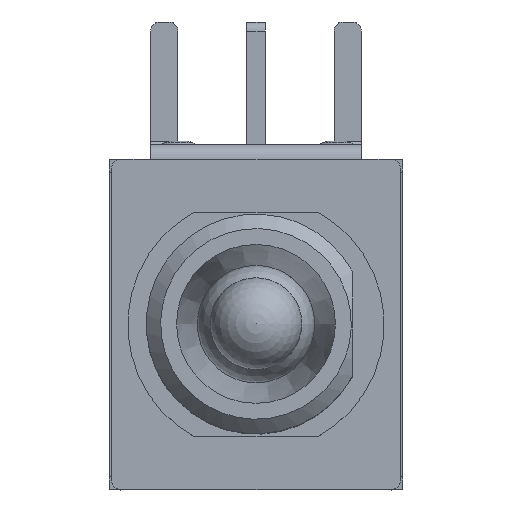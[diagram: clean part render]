
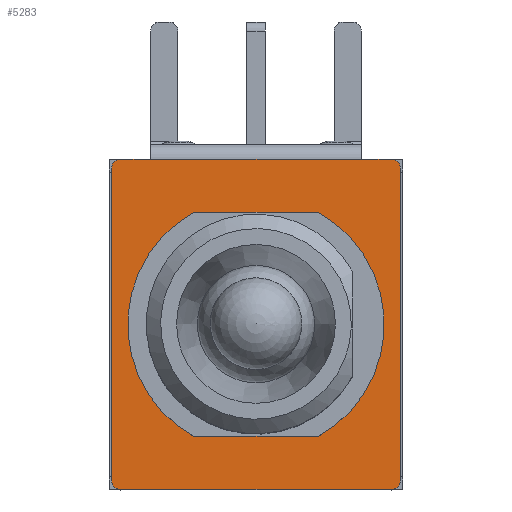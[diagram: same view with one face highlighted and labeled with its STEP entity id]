
A CAD part, top view. The second image highlights one B-rep face of the part: STEP entity #5283.
In plain terms, the highlighted planar face has unit normal (0, 0, 1).
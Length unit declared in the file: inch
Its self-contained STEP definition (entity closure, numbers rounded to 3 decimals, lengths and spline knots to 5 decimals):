
#190=FACE_BOUND('',#494,.T.);
#204=FACE_OUTER_BOUND('',#493,.T.);
#493=EDGE_LOOP('',(#3471,#3472,#3473,#3474,#3475,#3476,#3477,#3478,#3479,
#3480));
#494=EDGE_LOOP('',(#3481,#3482,#3483,#3484));
#794=CIRCLE('',#5600,0.00984);
#795=CIRCLE('',#5601,0.00984);
#796=CIRCLE('',#5602,0.00984);
#797=CIRCLE('',#5603,0.00984);
#798=CIRCLE('',#5604,0.13976);
#799=CIRCLE('',#5605,0.13976);
#963=LINE('',#7527,#1541);
#964=LINE('',#7529,#1542);
#965=LINE('',#7533,#1543);
#966=LINE('',#7537,#1544);
#967=LINE('',#7541,#1545);
#968=LINE('',#7544,#1546);
#969=LINE('',#7549,#1547);
#970=LINE('',#7552,#1548);
#1541=VECTOR('',#6062,0.3937);
#1542=VECTOR('',#6063,0.3937);
#1543=VECTOR('',#6066,0.3937);
#1544=VECTOR('',#6069,0.3937);
#1545=VECTOR('',#6072,0.3937);
#1546=VECTOR('',#6075,0.3937);
#1547=VECTOR('',#6078,0.3937);
#1548=VECTOR('',#6081,0.3937);
#2123=VERTEX_POINT('',#7525);
#2124=VERTEX_POINT('',#7526);
#2125=VERTEX_POINT('',#7528);
#2126=VERTEX_POINT('',#7530);
#2127=VERTEX_POINT('',#7532);
#2128=VERTEX_POINT('',#7534);
#2129=VERTEX_POINT('',#7536);
#2130=VERTEX_POINT('',#7538);
#2131=VERTEX_POINT('',#7540);
#2132=VERTEX_POINT('',#7542);
#2133=VERTEX_POINT('',#7545);
#2134=VERTEX_POINT('',#7546);
#2135=VERTEX_POINT('',#7548);
#2136=VERTEX_POINT('',#7550);
#2655=EDGE_CURVE('',#2123,#2124,#963,.T.);
#2656=EDGE_CURVE('',#2125,#2123,#964,.T.);
#2657=EDGE_CURVE('',#2126,#2125,#794,.T.);
#2658=EDGE_CURVE('',#2127,#2126,#965,.T.);
#2659=EDGE_CURVE('',#2128,#2127,#795,.T.);
#2660=EDGE_CURVE('',#2129,#2128,#966,.T.);
#2661=EDGE_CURVE('',#2130,#2129,#796,.T.);
#2662=EDGE_CURVE('',#2131,#2130,#967,.T.);
#2663=EDGE_CURVE('',#2132,#2131,#797,.T.);
#2664=EDGE_CURVE('',#2124,#2132,#968,.T.);
#2665=EDGE_CURVE('',#2133,#2134,#798,.T.);
#2666=EDGE_CURVE('',#2134,#2135,#969,.T.);
#2667=EDGE_CURVE('',#2135,#2136,#799,.T.);
#2668=EDGE_CURVE('',#2136,#2133,#970,.T.);
#3471=ORIENTED_EDGE('',*,*,#2655,.F.);
#3472=ORIENTED_EDGE('',*,*,#2656,.F.);
#3473=ORIENTED_EDGE('',*,*,#2657,.F.);
#3474=ORIENTED_EDGE('',*,*,#2658,.F.);
#3475=ORIENTED_EDGE('',*,*,#2659,.F.);
#3476=ORIENTED_EDGE('',*,*,#2660,.F.);
#3477=ORIENTED_EDGE('',*,*,#2661,.F.);
#3478=ORIENTED_EDGE('',*,*,#2662,.F.);
#3479=ORIENTED_EDGE('',*,*,#2663,.F.);
#3480=ORIENTED_EDGE('',*,*,#2664,.F.);
#3481=ORIENTED_EDGE('',*,*,#2665,.T.);
#3482=ORIENTED_EDGE('',*,*,#2666,.T.);
#3483=ORIENTED_EDGE('',*,*,#2667,.T.);
#3484=ORIENTED_EDGE('',*,*,#2668,.T.);
#5086=PLANE('',#5599);
#5283=ADVANCED_FACE('',(#204,#190),#5086,.T.);
#5599=AXIS2_PLACEMENT_3D('',#7524,#6060,#6061);
#5600=AXIS2_PLACEMENT_3D('',#7531,#6064,#6065);
#5601=AXIS2_PLACEMENT_3D('',#7535,#6067,#6068);
#5602=AXIS2_PLACEMENT_3D('',#7539,#6070,#6071);
#5603=AXIS2_PLACEMENT_3D('',#7543,#6073,#6074);
#5604=AXIS2_PLACEMENT_3D('',#7547,#6076,#6077);
#5605=AXIS2_PLACEMENT_3D('',#7551,#6079,#6080);
#6060=DIRECTION('center_axis',(0.,0.,
1.));
#6061=DIRECTION('ref_axis',(-1.,0.,0.));
#6062=DIRECTION('',(1.,0.,0.));
#6063=DIRECTION('',(1.,0.,0.));
#6064=DIRECTION('center_axis',(0.,0.,
-1.));
#6065=DIRECTION('ref_axis',(-0.707,0.707,0.));
#6066=DIRECTION('',(0.,1.,0.));
#6067=DIRECTION('center_axis',(0.,0.,
-1.));
#6068=DIRECTION('ref_axis',(-0.707,-0.707,0.));
#6069=DIRECTION('',(-1.,0.,0.));
#6070=DIRECTION('center_axis',(0.,0.,
-1.));
#6071=DIRECTION('ref_axis',(0.707,-0.707,0.));
#6072=DIRECTION('',(0.,-1.,0.));
#6073=DIRECTION('center_axis',(0.,0.,
-1.));
#6074=DIRECTION('ref_axis',(0.707,0.707,0.));
#6075=DIRECTION('',(1.,0.,0.));
#6076=DIRECTION('center_axis',(0.,0.,
-1.));
#6077=DIRECTION('ref_axis',(-0.487,0.873,0.));
#6078=DIRECTION('',(-1.,0.,0.));
#6079=DIRECTION('center_axis',(0.,0.,
-1.));
#6080=DIRECTION('ref_axis',(0.487,-0.873,0.));
#6081=DIRECTION('',(1.,0.,0.));
#7524=CARTESIAN_POINT('Origin',(0.,0.,
0.30472));
#7525=CARTESIAN_POINT('',(-0.11496,0.17992,0.30472));
#7526=CARTESIAN_POINT('',(0.11496,0.17992,0.30472));
#7527=CARTESIAN_POINT('',(0.,0.17992,0.30472));
#7528=CARTESIAN_POINT('',(-0.14764,0.17992,0.30472));
#7529=CARTESIAN_POINT('',(0.15748,0.17992,0.30472));
#7530=CARTESIAN_POINT('',(-0.15748,0.17008,0.30472));
#7531=CARTESIAN_POINT('Origin',(-0.14764,0.17008,0.30472));
#7532=CARTESIAN_POINT('',(-0.15748,-0.17008,0.30472));
#7533=CARTESIAN_POINT('',(-0.15748,0.17992,0.30472));
#7534=CARTESIAN_POINT('',(-0.14764,-0.17992,0.30472));
#7535=CARTESIAN_POINT('Origin',(-0.14764,-0.17008,0.30472));
#7536=CARTESIAN_POINT('',(0.14764,-0.17992,0.30472));
#7537=CARTESIAN_POINT('',(-0.15748,-0.17992,0.30472));
#7538=CARTESIAN_POINT('',(0.15748,-0.17008,0.30472));
#7539=CARTESIAN_POINT('Origin',(0.14764,-0.17008,0.30472));
#7540=CARTESIAN_POINT('',(0.15748,0.17008,0.30472));
#7541=CARTESIAN_POINT('',(0.15748,-0.17992,0.30472));
#7542=CARTESIAN_POINT('',(0.14764,0.17992,0.30472));
#7543=CARTESIAN_POINT('Origin',(0.14764,0.17008,0.30472));
#7544=CARTESIAN_POINT('',(0.15748,0.17992,0.30472));
#7545=CARTESIAN_POINT('',(0.06811,0.12205,0.30472));
#7546=CARTESIAN_POINT('',(0.06811,-0.12205,0.30472));
#7547=CARTESIAN_POINT('Origin',(0.,0.,
0.30472));
#7548=CARTESIAN_POINT('',(-0.06811,-0.12205,0.30472));
#7549=CARTESIAN_POINT('',(0.06811,-0.12205,0.30472));
#7550=CARTESIAN_POINT('',(-0.06811,0.12205,0.30472));
#7551=CARTESIAN_POINT('Origin',(0.,0.,
0.30472));
#7552=CARTESIAN_POINT('',(-0.06811,0.12205,0.30472));
